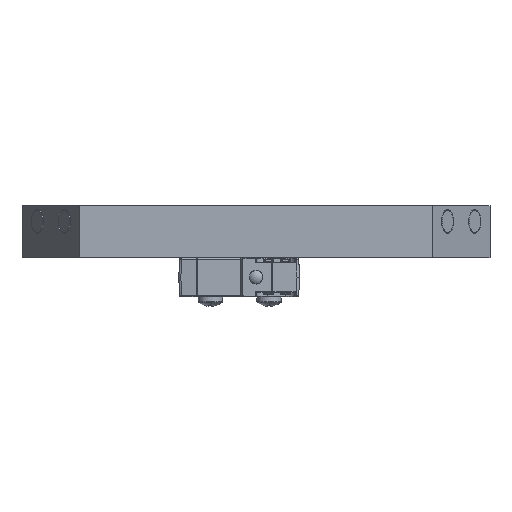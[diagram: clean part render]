
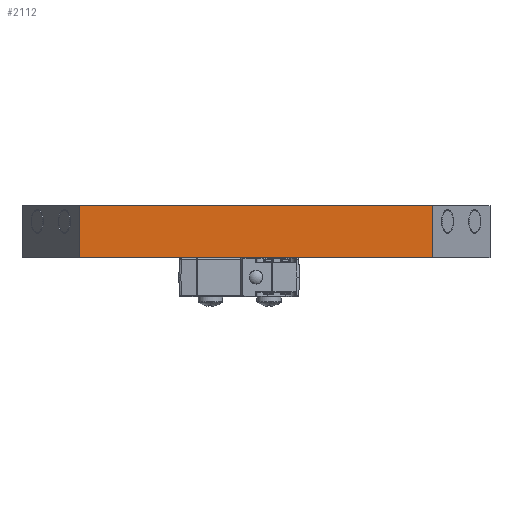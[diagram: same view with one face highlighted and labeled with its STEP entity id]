
A CAD part, front view. The second image highlights one B-rep face of the part: STEP entity #2112.
In plain terms, the highlighted planar face has unit normal (0, -1, 0).
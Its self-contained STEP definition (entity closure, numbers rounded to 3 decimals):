
#2112 = ADVANCED_FACE ( 'NONE', ( #23255 ), #6672, .T. ) ;
#2461 = ORIENTED_EDGE ( 'NONE', *, *, #26591, .F. ) ;
#3086 = ORIENTED_EDGE ( 'NONE', *, *, #29921, .T. ) ;
#3921 = VERTEX_POINT ( 'NONE', #35427 ) ;
#4664 = EDGE_CURVE ( 'NONE', #3921, #6977, #35830, .T. ) ;
#5282 = EDGE_LOOP ( 'NONE', ( #22214, #2461, #25723, #3086 ) ) ;
#6672 = PLANE ( 'NONE',  #26428 ) ;
#6977 = VERTEX_POINT ( 'NONE', #30882 ) ;
#9096 = DIRECTION ( 'NONE',  ( 0., 0., 1. ) ) ;
#9289 = LINE ( 'NONE', #26804, #16438 ) ;
#12480 = EDGE_CURVE ( 'NONE', #34797, #37131, #9289, .T. ) ;
#12482 = VECTOR ( 'NONE', #27290, 1000. ) ;
#13344 = DIRECTION ( 'NONE',  ( 0., 0., 1. ) ) ;
#15432 = CARTESIAN_POINT ( 'NONE',  ( 29.046, -27.692, -6. ) ) ;
#16438 = VECTOR ( 'NONE', #9096, 1000. ) ;
#17953 = DIRECTION ( 'NONE',  ( 0., -1., 0. ) ) ;
#18601 = LINE ( 'NONE', #30118, #12482 ) ;
#18763 = DIRECTION ( 'NONE',  ( 1., 0., 0. ) ) ;
#21021 = VECTOR ( 'NONE', #18763, 1000. ) ;
#22214 = ORIENTED_EDGE ( 'NONE', *, *, #4664, .T. ) ;
#23255 = FACE_OUTER_BOUND ( 'NONE', #5282, .T. ) ;
#25723 = ORIENTED_EDGE ( 'NONE', *, *, #12480, .F. ) ;
#26076 = VECTOR ( 'NONE', #13344, 1000. ) ;
#26258 = CARTESIAN_POINT ( 'NONE',  ( 29.046, -27.692, -6. ) ) ;
#26428 = AXIS2_PLACEMENT_3D ( 'NONE', #26258, #17953, #29656 ) ;
#26591 = EDGE_CURVE ( 'NONE', #37131, #6977, #18601, .T. ) ;
#26804 = CARTESIAN_POINT ( 'NONE',  ( -29.046, -27.692, -6. ) ) ;
#27290 = DIRECTION ( 'NONE',  ( 1., 0., 0. ) ) ;
#29493 = CARTESIAN_POINT ( 'NONE',  ( -29.046, -27.692, 2.6 ) ) ;
#29656 = DIRECTION ( 'NONE',  ( 0., 0., -1. ) ) ;
#29921 = EDGE_CURVE ( 'NONE', #34797, #3921, #35790, .T. ) ;
#30118 = CARTESIAN_POINT ( 'NONE',  ( 29.046, -27.692, 2.6 ) ) ;
#30882 = CARTESIAN_POINT ( 'NONE',  ( 29.046, -27.692, 2.6 ) ) ;
#34443 = CARTESIAN_POINT ( 'NONE',  ( -29.046, -27.692, -6. ) ) ;
#34797 = VERTEX_POINT ( 'NONE', #34443 ) ;
#35427 = CARTESIAN_POINT ( 'NONE',  ( 29.046, -27.692, -6. ) ) ;
#35790 = LINE ( 'NONE', #35960, #21021 ) ;
#35830 = LINE ( 'NONE', #15432, #26076 ) ;
#35960 = CARTESIAN_POINT ( 'NONE',  ( 29.046, -27.692, -6. ) ) ;
#37131 = VERTEX_POINT ( 'NONE', #29493 ) ;
